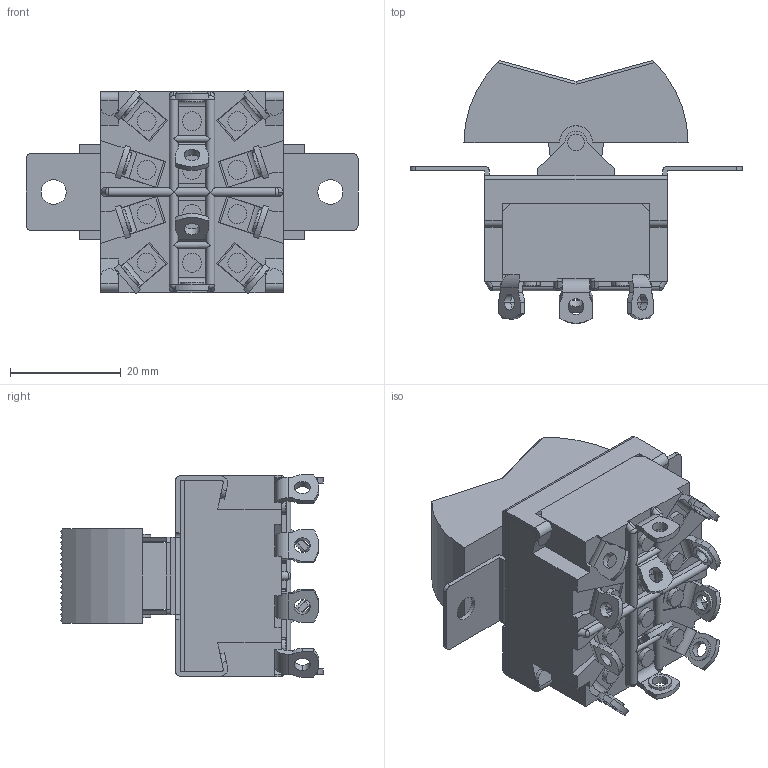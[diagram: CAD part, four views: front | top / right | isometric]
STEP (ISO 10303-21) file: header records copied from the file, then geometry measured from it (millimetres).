
FILE_DESCRIPTION (( 'STEP AP203' ), '1' );
FILE_NAME ('A4LP02.STEP', '2020-03-03T00:41:46', ( '' ), ( '' ), 'SwSTEP 2.0', 'SolidWorks 2018', '' );
FILE_SCHEMA (( 'CONFIG_CONTROL_DESIGN' ));
Length unit declared in the file: millimetre
Products named in the file (6): A4LP02; 上組 ロッカー(3極4極) (Aシリーズ); 2端子 (Aシリーズ); 2抂巕 (3-4嬌)(A僔儕乕僘); 働乕僗 3_4嬌 (A僔儕乕僘); 壓慻 4嬌 2抂巕 (A僔儕乕僘)
Assembly tree (15 placements, depth 3):
  A4LP02
    上組 ロッカー(3極4極) (Aシリーズ)
    壓慻 4嬌 2抂巕 (A僔儕乕僘)
      働乕僗 3_4嬌 (A僔儕乕僘)
      2端子 (Aシリーズ)  x10
      2抂巕 (3-4嬌)(A僔儕乕僘)  x2
Bounding box: 60 x 47.5 x 36.62 mm (x, y, z)
Volume: 31400.9 mm3; surface area: 16490.2 mm2
Topology: 16 solids, 16 shells, 682 faces, 1736 edges, 1132 vertices
Faces by surface type: plane 414, cylinder 258, sphere 6, bspline 4
Entity records: 14090 total; most frequent: CARTESIAN_POINT 2655, ORIENTED_EDGE 2242, DIRECTION 2152, EDGE_CURVE 1121, LINE 782, VECTOR 782, VERTEX_POINT 724, AXIS2_PLACEMENT_3D 685
